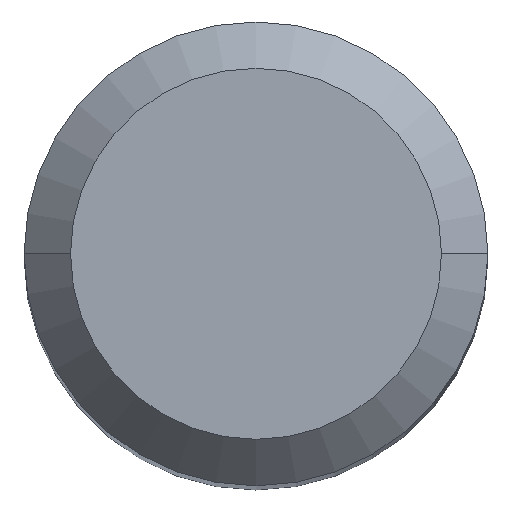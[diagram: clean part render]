
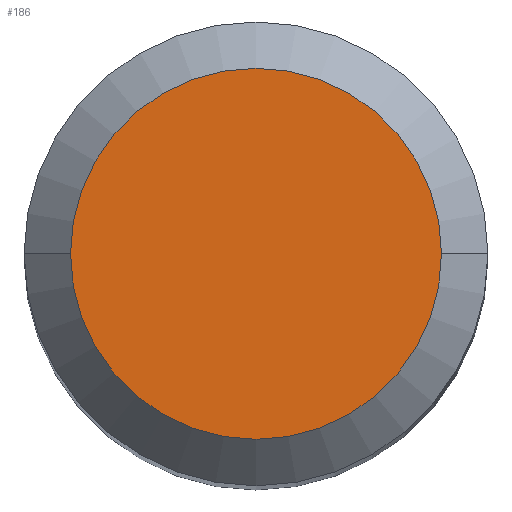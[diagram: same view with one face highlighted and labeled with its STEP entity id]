
A CAD part, top view. The second image highlights one B-rep face of the part: STEP entity #186.
In plain terms, the highlighted planar face has unit normal (0, 0, 1).
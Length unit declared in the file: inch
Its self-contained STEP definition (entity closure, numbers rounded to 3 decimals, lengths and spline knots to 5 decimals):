
#35 = FACE_OUTER_BOUND ( 'NONE', #81, .T. ) ;
#41 = DIRECTION ( 'NONE',  ( -1., 0., 0. ) ) ;
#53 = ORIENTED_EDGE ( 'NONE', *, *, #220, .T. ) ;
#62 = CIRCLE ( 'NONE', #451, 0.09448 ) ;
#68 = CARTESIAN_POINT ( 'NONE',  ( 0.09448, 0., 0. ) ) ;
#81 = EDGE_LOOP ( 'NONE', ( #53, #125 ) ) ;
#121 = PLANE ( 'NONE',  #255 ) ;
#125 = ORIENTED_EDGE ( 'NONE', *, *, #266, .T. ) ;
#168 = CARTESIAN_POINT ( 'NONE',  ( 0., 0., 0. ) ) ;
#186 = ADVANCED_FACE ( 'NONE', ( #35 ), #121, .F. ) ;
#220 = EDGE_CURVE ( 'NONE', #474, #227, #366, .T. ) ;
#224 = CARTESIAN_POINT ( 'NONE',  ( -0.09448, 0., 0. ) ) ;
#227 = VERTEX_POINT ( 'NONE', #68 ) ;
#255 = AXIS2_PLACEMENT_3D ( 'NONE', #295, #514, #41 ) ;
#266 = EDGE_CURVE ( 'NONE', #227, #474, #62, .T. ) ;
#269 = AXIS2_PLACEMENT_3D ( 'NONE', #469, #329, #516 ) ;
#295 = CARTESIAN_POINT ( 'NONE',  ( 0., 0., 0. ) ) ;
#311 = DIRECTION ( 'NONE',  ( 0., 0., 1. ) ) ;
#329 = DIRECTION ( 'NONE',  ( 0., 0., 1. ) ) ;
#366 = CIRCLE ( 'NONE', #269, 0.09448 ) ;
#451 = AXIS2_PLACEMENT_3D ( 'NONE', #168, #311, #485 ) ;
#469 = CARTESIAN_POINT ( 'NONE',  ( 0., 0., 0. ) ) ;
#474 = VERTEX_POINT ( 'NONE', #224 ) ;
#485 = DIRECTION ( 'NONE',  ( 1., 0., 0. ) ) ;
#514 = DIRECTION ( 'NONE',  ( 0., 0., -1. ) ) ;
#516 = DIRECTION ( 'NONE',  ( 1., 0., 0. ) ) ;
